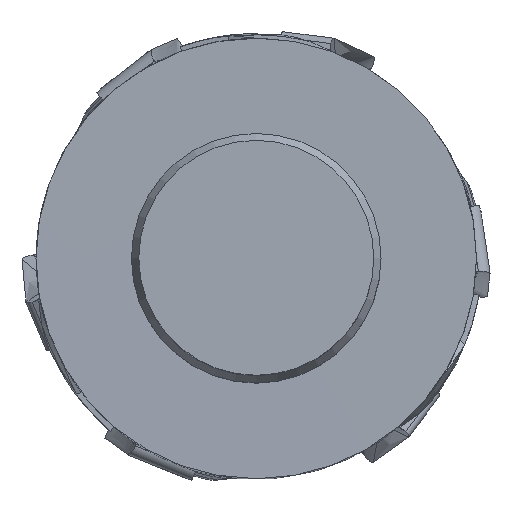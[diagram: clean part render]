
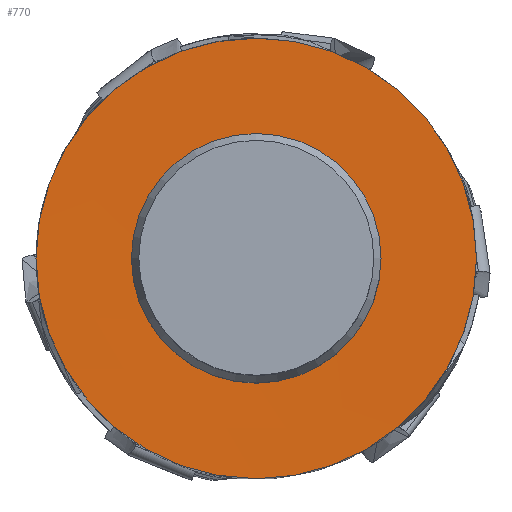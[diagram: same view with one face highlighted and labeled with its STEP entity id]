
A CAD part, top view. The second image highlights one B-rep face of the part: STEP entity #770.
In plain terms, the highlighted conical face has half-angle 89.83 degrees and reference radius 9.741 mm.
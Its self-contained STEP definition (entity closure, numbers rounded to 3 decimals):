
#301=FACE_BOUND('',#1445,.T.);
#302=FACE_BOUND('',#1446,.T.);
#459=CONICAL_SURFACE('',#7724,9.74,89.83);
#515=CIRCLE('',#7686,15.);
#529=CIRCLE('',#7722,8.497);
#770=ADVANCED_FACE('',(#301,#302),#459,.F.);
#1445=EDGE_LOOP('',(#2566));
#1446=EDGE_LOOP('',(#2567));
#2566=ORIENTED_EDGE('',*,*,#5832,.F.);
#2567=ORIENTED_EDGE('',*,*,#5770,.T.);
#4803=VERTEX_POINT('',#17584);
#4850=VERTEX_POINT('',#17906);
#5770=EDGE_CURVE('',#4803,#4803,#515,.T.);
#5832=EDGE_CURVE('',#4850,#4850,#529,.T.);
#7686=AXIS2_PLACEMENT_3D('',#17583,#8292,#8293);
#7722=AXIS2_PLACEMENT_3D('',#17905,#8371,#8372);
#7724=AXIS2_PLACEMENT_3D('',#17908,#8375,#8376);
#8292=DIRECTION('',(0.,0.,1.));
#8293=DIRECTION('',(-1.,0.,0.));
#8371=DIRECTION('',(0.,0.,1.));
#8372=DIRECTION('',(-1.,0.,0.));
#8375=DIRECTION('',(0.,0.,1.));
#8376=DIRECTION('',(-1.,0.,0.));
#17583=CARTESIAN_POINT('',(0.,0.,0.001));
#17584=CARTESIAN_POINT('',(-15.,0.,0.001));
#17905=CARTESIAN_POINT('',(0.,0.,-0.019));
#17906=CARTESIAN_POINT('',(-8.497,0.,-0.019));
#17908=CARTESIAN_POINT('',(0.,0.,-0.015));
